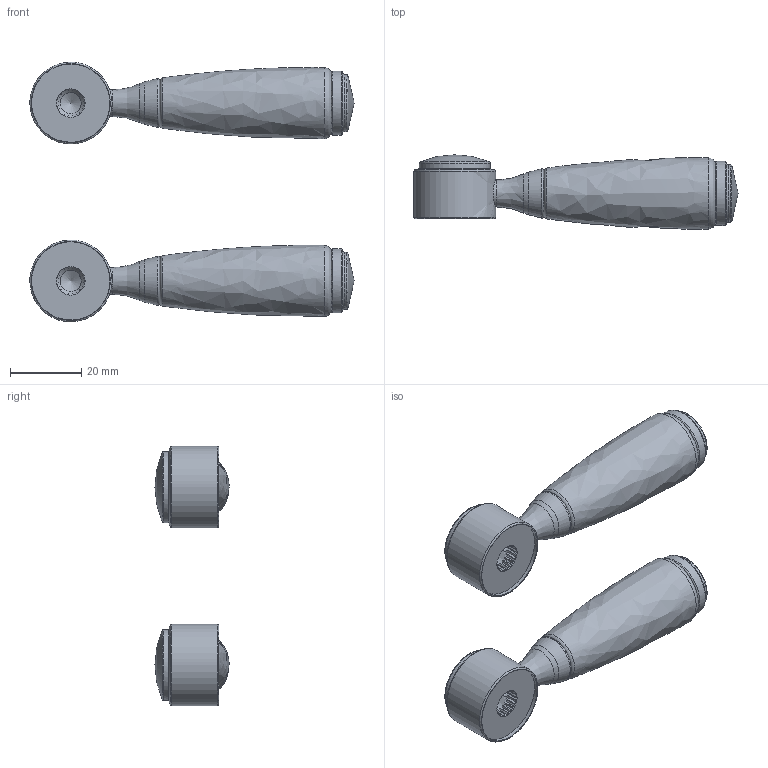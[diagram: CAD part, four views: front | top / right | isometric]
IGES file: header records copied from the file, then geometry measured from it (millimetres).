
Global section: file name: V251-M; native system: Autodesk Inventor 2018; preprocessor: unknown; author: gwilkes; date: 20190709.092054; units: millimetre
Bounding box: 91.18 x 20.84 x 73 mm (x, y, z)
Volume: 38370.2 mm3; surface area: 23682.8 mm2
Topology: 14 solids, 14 shells, 320 faces, 900 edges, 624 vertices
Faces by surface type: bspline 320
